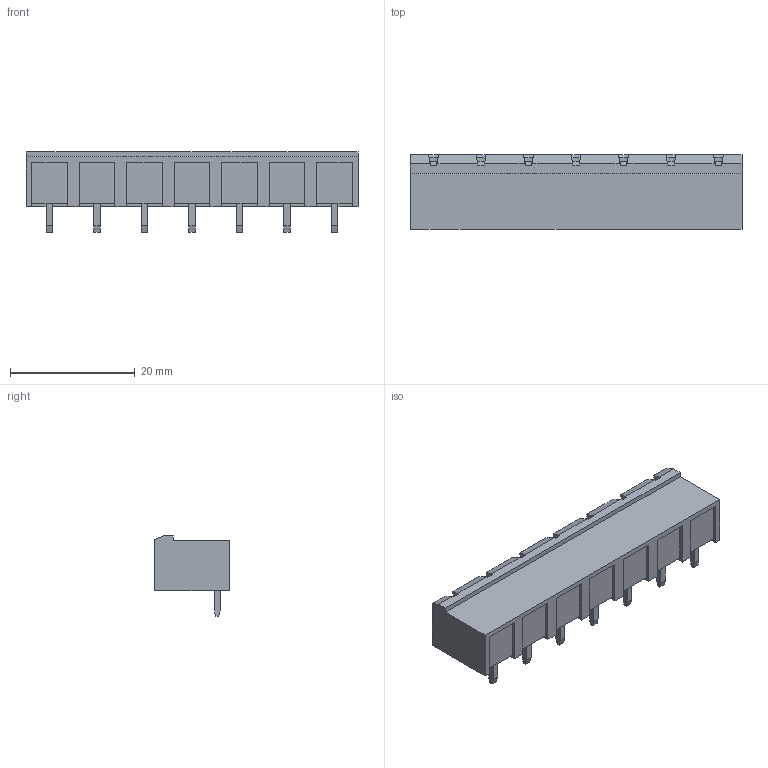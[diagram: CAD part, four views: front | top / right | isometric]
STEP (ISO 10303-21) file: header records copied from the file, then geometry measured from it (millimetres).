
FILE_DESCRIPTION (( 'STEP AP203' ), '1' );
FILE_NAME ('SOKETLI BASKILI DEVRE KLEMENSI - 7,62 MM ERKEK 90 - 7 LI.STEP', '2018-09-24T08:53:20', ( 'user' ), ( '' ), 'SwSTEP 2.0', 'SolidWorks 2016', '' );
FILE_SCHEMA (( 'CONFIG_CONTROL_DESIGN' ));
Length unit declared in the file: millimetre
Products named in the file (1): SOKETLI BASKILI DEVRE KLEMENSI  - 7,62 MM ERKEK 90 - 7 LI
Bounding box: 53.28 x 12 x 12.9 mm (x, y, z)
Volume: 2325.6 mm3; surface area: 5083.6 mm2
Topology: 1 solids, 1 shells, 539 faces, 1513 edges, 1004 vertices
Faces by surface type: plane 449, cylinder 83, cone 7
Entity records: 17253 total; most frequent: CARTESIAN_POINT 3099, ORIENTED_EDGE 3026, DIRECTION 2766, EDGE_CURVE 1513, VECTOR 1312, LINE 1312, VERTEX_POINT 1004, AXIS2_PLACEMENT_3D 727
